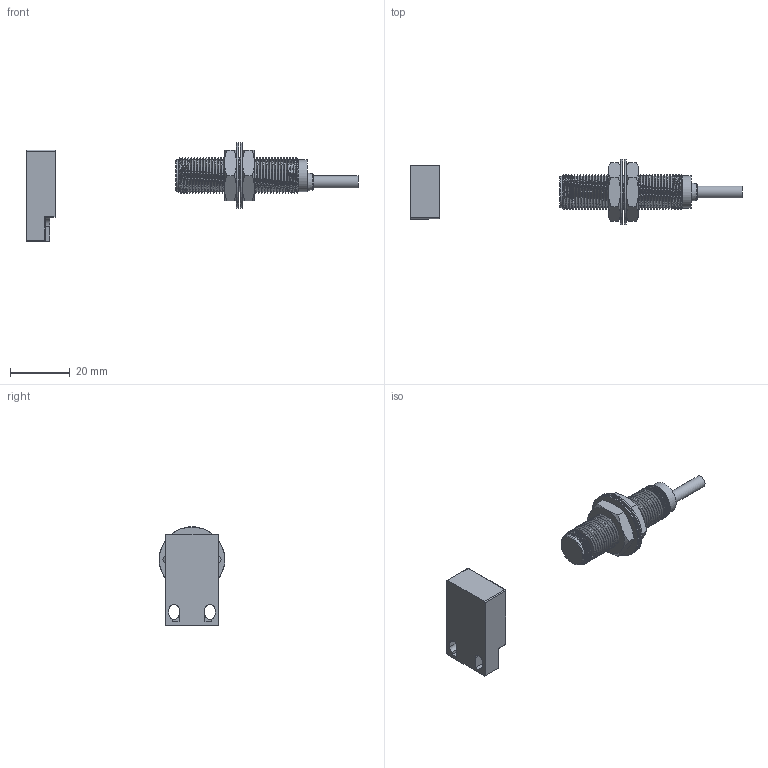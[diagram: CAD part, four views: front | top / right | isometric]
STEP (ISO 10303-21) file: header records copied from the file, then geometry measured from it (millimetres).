
FILE_DESCRIPTION(/* description */ (''),/* implementation_level */ '2;1');
FILE_NAME(/* name */ 'R1245-AP',/* time_stamp */ '2023-12-26T18:10:42+08:00',/* author */ (''),/* organization */ (''),/* preprocessor_version */ 'ST-DEVELOPER v9',/* originating_system */ 'UGS - NX 4.0',/* authorisation */ '');
FILE_SCHEMA (('CONFIG_CONTROL_DESIGN'));
Length unit declared in the file: millimetre
Products named in the file (1): R1245-AP
Bounding box: 111 x 22 x 33 mm (x, y, z)
Volume: 11045.4 mm3; surface area: 8193.8 mm2
Topology: 9 solids, 9 shells, 171 faces, 383 edges, 235 vertices
Faces by surface type: plane 81, cylinder 44, cone 36, sphere 6, bspline 2, torus 2
Full cylindrical faces by diameter (mm): 4 x1, 8.947 x2, 10.5 x1, 10.7 x1, 12 x1, 12.4 x2, 22 x2
Entity records: 9232 total; most frequent: CARTESIAN_POINT 5512, DIRECTION 756, ORIENTED_EDGE 698, EDGE_CURVE 349, AXIS2_PLACEMENT_3D 297, VERTEX_POINT 229, EDGE_LOOP 216, ADVANCED_FACE 171
